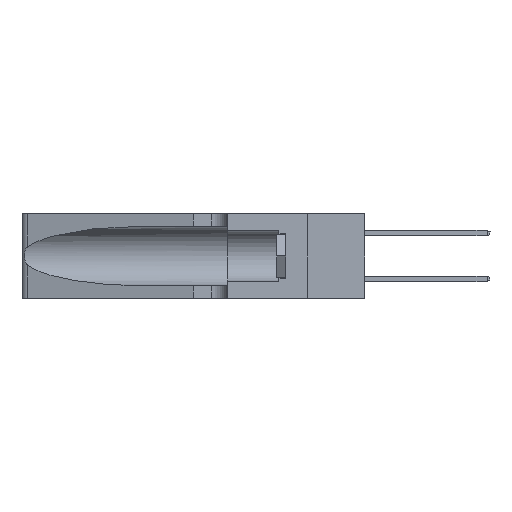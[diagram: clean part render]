
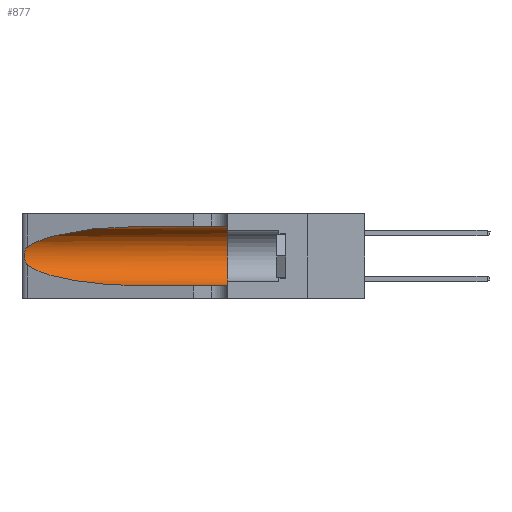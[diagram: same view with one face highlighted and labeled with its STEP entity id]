
A CAD part, left-side view. The second image highlights one B-rep face of the part: STEP entity #877.
In plain terms, the highlighted cylindrical face has radius 3.308 mm (diameter 6.617 mm), a partial arc.
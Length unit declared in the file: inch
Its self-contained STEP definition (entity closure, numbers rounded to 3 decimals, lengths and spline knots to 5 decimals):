
#877 = ADVANCED_FACE ( 'NONE', ( #19757 ), #44076, .F. ) ;
#2355 = CARTESIAN_POINT ( 'NONE',  ( 0.1305, 0.72297, 0.31525 ) ) ;
#3706 = EDGE_CURVE ( 'NONE', #46724, #41809, #9075, .T. ) ;
#3827 = DIRECTION ( 'NONE',  ( 0., -1., 0. ) ) ;
#4441 = CARTESIAN_POINT ( 'NONE',  ( 0.25487, 1.22718, 0.22369 ) ) ;
#6010 = CARTESIAN_POINT ( 'NONE',  ( 0.18966, 0.96281, 0.31525 ) ) ;
#7047 = AXIS2_PLACEMENT_3D ( 'NONE', #10605, #46505, #46352 ) ;
#7750 = CARTESIAN_POINT ( 'NONE',  ( 0.26075, 1.23896, 0.178 ) ) ;
#7904 = CARTESIAN_POINT ( 'NONE',  ( 0.26075, 1.23896, 0.19203 ) ) ;
#8209 = CARTESIAN_POINT ( 'NONE',  ( 0.25555, 1.22993, 0.14849 ) ) ;
#8272 = EDGE_CURVE ( 'NONE', #45068, #34374, #11897, .T. ) ;
#8653 = CARTESIAN_POINT ( 'NONE',  ( 0.2373, 1.15595, 0.08982 ) ) ;
#9075 = CIRCLE ( 'NONE', #7047, 0.13025 ) ;
#9625 = CARTESIAN_POINT ( 'NONE',  ( 0.2373, 1.15595, 0.28018 ) ) ;
#9989 = ORIENTED_EDGE ( 'NONE', *, *, #11664, .T. ) ;
#10605 = CARTESIAN_POINT ( 'NONE',  ( 0.1305, 0.35, 0.185 ) ) ;
#10794 = LINE ( 'NONE', #45934, #34030 ) ;
#11664 = EDGE_CURVE ( 'NONE', #34374, #23641, #36257, .T. ) ;
#11897 = B_SPLINE_CURVE_WITH_KNOTS ( 'NONE', 3,
 ( #4441, #18513, #29571, #37002, #15330, #29879, #7904, #7750, #33076, #33232, #40648, #43812, #8209, #40808 ),
 .UNSPECIFIED., .F., .F.,
 ( 4, 2, 2, 2, 2, 2, 4 ),
 ( 0., 0.00027, 0.00053, 0.00107, 0.0016, 0.00187, 0.00214 ),
 .UNSPECIFIED. ) ;
#12057 = CARTESIAN_POINT ( 'NONE',  ( 0.1305, 1.61858, 0.31525 ) ) ;
#13461 = EDGE_CURVE ( 'NONE', #39306, #46724, #33168, .T. ) ;
#13900 = VECTOR ( 'NONE', #22197, 39.37008 ) ;
#14038 = CARTESIAN_POINT ( 'NONE',  ( 0.1305, 0.35, 0.31525 ) ) ;
#14262 = DIRECTION ( 'NONE',  ( 0., 0., -1. ) ) ;
#15330 = CARTESIAN_POINT ( 'NONE',  ( 0.25854, 1.2359, 0.20912 ) ) ;
#15450 = CARTESIAN_POINT ( 'NONE',  ( 0.18966, 0.96281, 0.05475 ) ) ;
#16422 = ORIENTED_EDGE ( 'NONE', *, *, #3706, .F. ) ;
#16907 = CARTESIAN_POINT ( 'NONE',  ( 0.25487, 1.22718, 0.22369 ) ) ;
#17315 = DIRECTION ( 'NONE',  ( 0., -1., 0. ) ) ;
#18382 = CARTESIAN_POINT ( 'NONE',  ( 0.1305, 1.61858, 0.185 ) ) ;
#18513 = CARTESIAN_POINT ( 'NONE',  ( 0.25555, 1.22994, 0.2215 ) ) ;
#19757 = FACE_OUTER_BOUND ( 'NONE', #37294, .T. ) ;
#20191 = CARTESIAN_POINT ( 'NONE',  ( 0.25487, 1.22718, 0.22369 ) ) ;
#22197 = DIRECTION ( 'NONE',  ( 0., -1., 0. ) ) ;
#22920 = EDGE_CURVE ( 'NONE', #23641, #41809, #10794, .T. ) ;
#23641 = VERTEX_POINT ( 'NONE', #35597 ) ;
#23981 = CARTESIAN_POINT ( 'NONE',  ( 0.1305, 0.35, 0.05475 ) ) ;
#24833 = AXIS2_PLACEMENT_3D ( 'NONE', #18382, #3827, #14262 ) ;
#26532 = CARTESIAN_POINT ( 'NONE',  ( 0.1305, 0.72297, 0.05475 ) ) ;
#26838 = CARTESIAN_POINT ( 'NONE',  ( 0.25487, 1.22718, 0.14631 ) ) ;
#29571 = CARTESIAN_POINT ( 'NONE',  ( 0.25639, 1.23184, 0.21858 ) ) ;
#29879 = CARTESIAN_POINT ( 'NONE',  ( 0.26018, 1.23835, 0.19895 ) ) ;
#33076 = CARTESIAN_POINT ( 'NONE',  ( 0.26017, 1.23833, 0.17102 ) ) ;
#33168 = LINE ( 'NONE', #12057, #13900 ) ;
#33232 = CARTESIAN_POINT ( 'NONE',  ( 0.25856, 1.23593, 0.16098 ) ) ;
#33706 = EDGE_CURVE ( 'NONE', #39306, #45068, #45511, .T. ) ;
#34030 = VECTOR ( 'NONE', #17315, 39.37008 ) ;
#34374 = VERTEX_POINT ( 'NONE', #39875 ) ;
#35532 = ORIENTED_EDGE ( 'NONE', *, *, #8272, .T. ) ;
#35597 = CARTESIAN_POINT ( 'NONE',  ( 0.1305, 0.72297, 0.05475 ) ) ;
#36257 =( BOUNDED_CURVE ( )  B_SPLINE_CURVE ( 3, ( #26838, #8653, #15450, #26532 ),
 .UNSPECIFIED., .F., .F. ) 
 B_SPLINE_CURVE_WITH_KNOTS ( ( 4, 4 ),
 ( 3.44316, 4.71239 ),
 .UNSPECIFIED. ) 
 CURVE ( )  GEOMETRIC_REPRESENTATION_ITEM ( )  RATIONAL_B_SPLINE_CURVE ( ( 1., 0.87, 0.87, 1. ) ) 
 REPRESENTATION_ITEM ( '' )  );
#37002 = CARTESIAN_POINT ( 'NONE',  ( 0.25787, 1.23484, 0.2124 ) ) ;
#37294 = EDGE_LOOP ( 'NONE', ( #46148, #35532, #9989, #45133, #16422, #39575 ) ) ;
#39306 = VERTEX_POINT ( 'NONE', #42543 ) ;
#39575 = ORIENTED_EDGE ( 'NONE', *, *, #13461, .F. ) ;
#39875 = CARTESIAN_POINT ( 'NONE',  ( 0.25487, 1.22718, 0.14631 ) ) ;
#40648 = CARTESIAN_POINT ( 'NONE',  ( 0.25789, 1.23486, 0.15765 ) ) ;
#40808 = CARTESIAN_POINT ( 'NONE',  ( 0.25487, 1.22718, 0.14631 ) ) ;
#41809 = VERTEX_POINT ( 'NONE', #23981 ) ;
#42543 = CARTESIAN_POINT ( 'NONE',  ( 0.1305, 0.72297, 0.31525 ) ) ;
#43812 = CARTESIAN_POINT ( 'NONE',  ( 0.25639, 1.23186, 0.15144 ) ) ;
#44076 = CYLINDRICAL_SURFACE ( 'NONE', #24833, 0.13025 ) ;
#45068 = VERTEX_POINT ( 'NONE', #20191 ) ;
#45133 = ORIENTED_EDGE ( 'NONE', *, *, #22920, .T. ) ;
#45511 =( BOUNDED_CURVE ( )  B_SPLINE_CURVE ( 3, ( #2355, #6010, #9625, #16907 ),
 .UNSPECIFIED., .F., .F. ) 
 B_SPLINE_CURVE_WITH_KNOTS ( ( 4, 4 ),
 ( 1.5708, 2.84003 ),
 .UNSPECIFIED. ) 
 CURVE ( )  GEOMETRIC_REPRESENTATION_ITEM ( )  RATIONAL_B_SPLINE_CURVE ( ( 1., 0.87, 0.87, 1. ) ) 
 REPRESENTATION_ITEM ( '' )  );
#45934 = CARTESIAN_POINT ( 'NONE',  ( 0.1305, 1.61858, 0.05475 ) ) ;
#46148 = ORIENTED_EDGE ( 'NONE', *, *, #33706, .T. ) ;
#46352 = DIRECTION ( 'NONE',  ( 0., 0., 1. ) ) ;
#46505 = DIRECTION ( 'NONE',  ( 0., 1., 0. ) ) ;
#46724 = VERTEX_POINT ( 'NONE', #14038 ) ;
